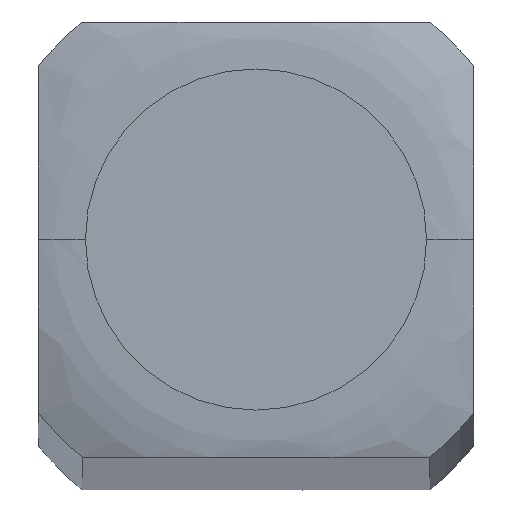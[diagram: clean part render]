
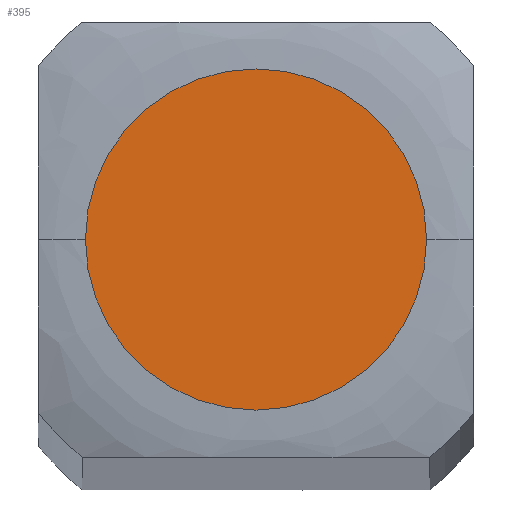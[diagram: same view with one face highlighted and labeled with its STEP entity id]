
A CAD part, top view. The second image highlights one B-rep face of the part: STEP entity #395.
In plain terms, the highlighted planar face has unit normal (0, 0, 1).
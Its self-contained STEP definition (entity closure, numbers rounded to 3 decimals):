
#59 = CIRCLE ( 'NONE', #188, 1.245 ) ;
#101 = CIRCLE ( 'NONE', #227, 1.245 ) ;
#112 = FACE_OUTER_BOUND ( 'NONE', #387, .T. ) ;
#152 = DIRECTION ( 'NONE',  ( 0., 0., 1. ) ) ;
#153 = CARTESIAN_POINT ( 'NONE',  ( 0., 0., 68.961 ) ) ;
#159 = DIRECTION ( 'NONE',  ( 1., 0., 0. ) ) ;
#188 = AXIS2_PLACEMENT_3D ( 'NONE', #153, #152, #159 ) ;
#227 = AXIS2_PLACEMENT_3D ( 'NONE', #339, #337, #333 ) ;
#233 = AXIS2_PLACEMENT_3D ( 'NONE', #475, #474, #472 ) ;
#288 = VERTEX_POINT ( 'NONE', #536 ) ;
#307 = VERTEX_POINT ( 'NONE', #530 ) ;
#333 = DIRECTION ( 'NONE',  ( 1., 0., 0. ) ) ;
#337 = DIRECTION ( 'NONE',  ( 0., 0., 1. ) ) ;
#339 = CARTESIAN_POINT ( 'NONE',  ( 0., 0., 68.961 ) ) ;
#351 = ORIENTED_EDGE ( 'NONE', *, *, #433, .T. ) ;
#353 = ORIENTED_EDGE ( 'NONE', *, *, #552, .T. ) ;
#387 = EDGE_LOOP ( 'NONE', ( #353, #351 ) ) ;
#395 = ADVANCED_FACE ( 'NONE', ( #112 ), #478, .F. ) ;
#433 = EDGE_CURVE ( 'NONE', #288, #307, #101, .T. ) ;
#472 = DIRECTION ( 'NONE',  ( -1., 0., 0. ) ) ;
#474 = DIRECTION ( 'NONE',  ( 0., 0., -1. ) ) ;
#475 = CARTESIAN_POINT ( 'NONE',  ( -1.588, 1.588, 68.961 ) ) ;
#478 = PLANE ( 'NONE',  #233 ) ;
#530 = CARTESIAN_POINT ( 'NONE',  ( 1.245, 0., 68.961 ) ) ;
#536 = CARTESIAN_POINT ( 'NONE',  ( -1.245, 0., 68.961 ) ) ;
#552 = EDGE_CURVE ( 'NONE', #307, #288, #59, .T. ) ;
